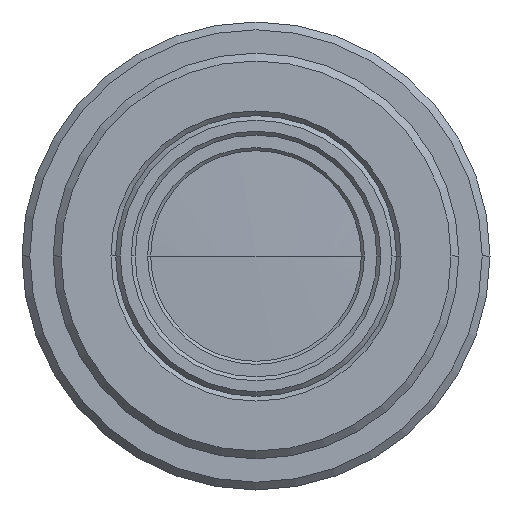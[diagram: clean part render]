
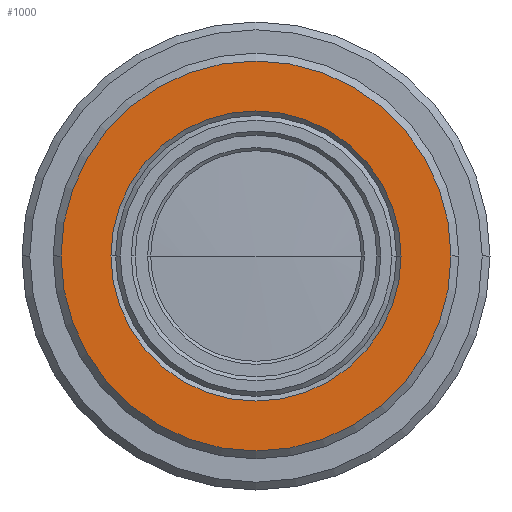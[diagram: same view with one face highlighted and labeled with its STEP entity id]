
A CAD part, left-side view. The second image highlights one B-rep face of the part: STEP entity #1000.
In plain terms, the highlighted planar face has unit normal (-1, 0, 0).
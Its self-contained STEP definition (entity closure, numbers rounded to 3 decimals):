
#4 = EDGE_CURVE ( 'NONE', #1542, #2740, #2138, .T. ) ;
#9 = DIRECTION ( 'NONE',  ( 0., -1., 0. ) ) ;
#107 = AXIS2_PLACEMENT_3D ( 'NONE', #2543, #2088, #9 ) ;
#452 = AXIS2_PLACEMENT_3D ( 'NONE', #1157, #2514, #925 ) ;
#487 = ORIENTED_EDGE ( 'NONE', *, *, #2127, .T. ) ;
#602 = DIRECTION ( 'NONE',  ( -1., 0., 0. ) ) ;
#736 = DIRECTION ( 'NONE',  ( 1., 0., 0. ) ) ;
#925 = DIRECTION ( 'NONE',  ( 0., -1., 0. ) ) ;
#959 = EDGE_LOOP ( 'NONE', ( #1631, #2915 ) ) ;
#978 = VERTEX_POINT ( 'NONE', #981 ) ;
#981 = CARTESIAN_POINT ( 'NONE',  ( -12., 12.5, 0. ) ) ;
#985 = CIRCLE ( 'NONE', #452, 9.3 ) ;
#1000 = ADVANCED_FACE ( 'NONE', ( #1096, #2833 ), #2561, .F. ) ;
#1059 = EDGE_LOOP ( 'NONE', ( #1142, #487 ) ) ;
#1062 = CARTESIAN_POINT ( 'NONE',  ( -12., -12.5, 0. ) ) ;
#1074 = EDGE_CURVE ( 'NONE', #2740, #1542, #985, .T. ) ;
#1096 = FACE_BOUND ( 'NONE', #959, .T. ) ;
#1113 = DIRECTION ( 'NONE',  ( -1., 0., 0. ) ) ;
#1142 = ORIENTED_EDGE ( 'NONE', *, *, #2299, .T. ) ;
#1157 = CARTESIAN_POINT ( 'NONE',  ( -12., 0., 0. ) ) ;
#1326 = CARTESIAN_POINT ( 'NONE',  ( -12., -9.3, 0. ) ) ;
#1411 = AXIS2_PLACEMENT_3D ( 'NONE', #2329, #736, #2095 ) ;
#1443 = CIRCLE ( 'NONE', #2256, 12.5 ) ;
#1461 = VERTEX_POINT ( 'NONE', #1062 ) ;
#1542 = VERTEX_POINT ( 'NONE', #2911 ) ;
#1631 = ORIENTED_EDGE ( 'NONE', *, *, #1074, .F. ) ;
#1789 = CIRCLE ( 'NONE', #2005, 12.5 ) ;
#2005 = AXIS2_PLACEMENT_3D ( 'NONE', #2700, #1113, #2469 ) ;
#2088 = DIRECTION ( 'NONE',  ( -1., 0., 0. ) ) ;
#2095 = DIRECTION ( 'NONE',  ( 0., 1., 0. ) ) ;
#2127 = EDGE_CURVE ( 'NONE', #1461, #978, #1789, .T. ) ;
#2138 = CIRCLE ( 'NONE', #107, 9.3 ) ;
#2192 = CARTESIAN_POINT ( 'NONE',  ( -12., 0., 0. ) ) ;
#2256 = AXIS2_PLACEMENT_3D ( 'NONE', #2192, #602, #2418 ) ;
#2299 = EDGE_CURVE ( 'NONE', #978, #1461, #1443, .T. ) ;
#2329 = CARTESIAN_POINT ( 'NONE',  ( -12., 9.3, 0. ) ) ;
#2418 = DIRECTION ( 'NONE',  ( 0., -1., 0. ) ) ;
#2469 = DIRECTION ( 'NONE',  ( 0., -1., 0. ) ) ;
#2514 = DIRECTION ( 'NONE',  ( -1., 0., 0. ) ) ;
#2543 = CARTESIAN_POINT ( 'NONE',  ( -12., 0., 0. ) ) ;
#2561 = PLANE ( 'NONE',  #1411 ) ;
#2700 = CARTESIAN_POINT ( 'NONE',  ( -12., 0., 0. ) ) ;
#2740 = VERTEX_POINT ( 'NONE', #1326 ) ;
#2833 = FACE_OUTER_BOUND ( 'NONE', #1059, .T. ) ;
#2911 = CARTESIAN_POINT ( 'NONE',  ( -12., 9.3, 0. ) ) ;
#2915 = ORIENTED_EDGE ( 'NONE', *, *, #4, .F. ) ;
